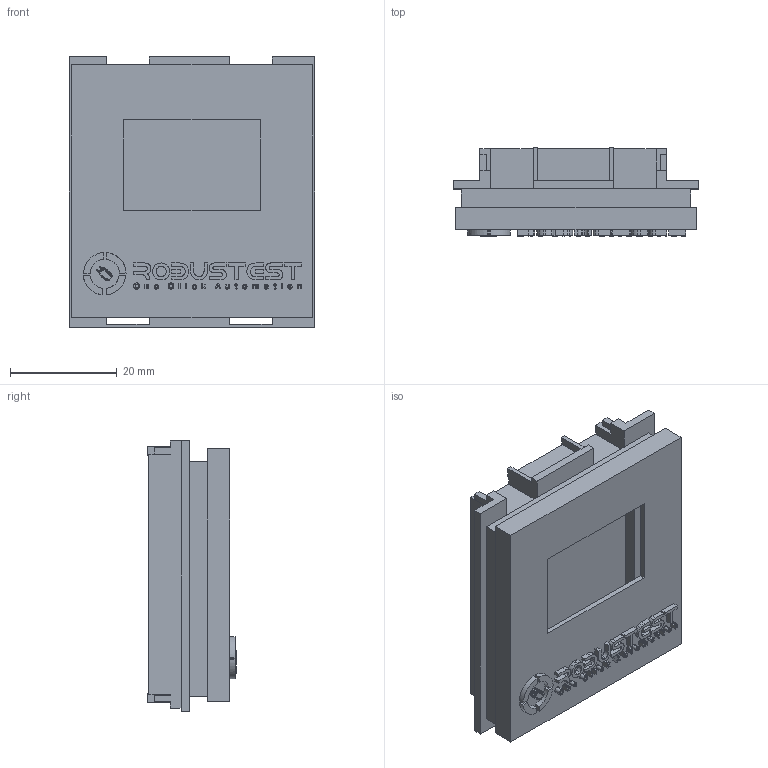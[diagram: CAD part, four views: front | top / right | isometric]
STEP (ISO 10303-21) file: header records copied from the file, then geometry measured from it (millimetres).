
FILE_DESCRIPTION(/* description */ (''),/* implementation_level */ '2;1');
FILE_NAME(/* name */ 'switch-screen v32.step',/* time_stamp */ '2022-04-10T15:11:23+06:00',/* author */ (''),/* organization */ (''),/* preprocessor_version */ 'ST-DEVELOPER v18.1',/* originating_system */ 'Autodesk Translation Framework v10.14.0.1471',/* authorisation */ '');
FILE_SCHEMA (('AUTOMOTIVE_DESIGN { 1 0 10303 214 3 1 1 }'));
Length unit declared in the file: millimetre
Products named in the file (3): switch-screen; screen_base; Component6
Assembly tree (2 placements, depth 2):
  switch-screen
    screen_base
    Component6
Bounding box: 46 x 16.5 x 50.5 mm (x, y, z)
Volume: 22042.6 mm3; surface area: 16123.1 mm2
Topology: 3 solids, 3 shells, 634 faces, 1749 edges, 1164 vertices
Faces by surface type: plane 353, bspline 281
Entity records: 20690 total; most frequent: CARTESIAN_POINT 7125, ORIENTED_EDGE 3498, DIRECTION 1939, EDGE_CURVE 1749, LINE 1187, VECTOR 1187, VERTEX_POINT 1164, EDGE_LOOP 687
